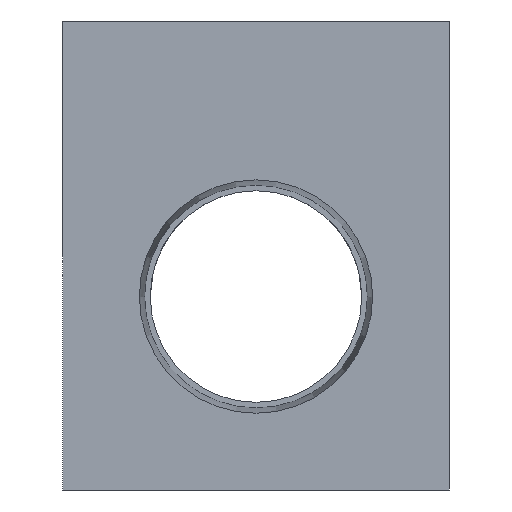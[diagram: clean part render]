
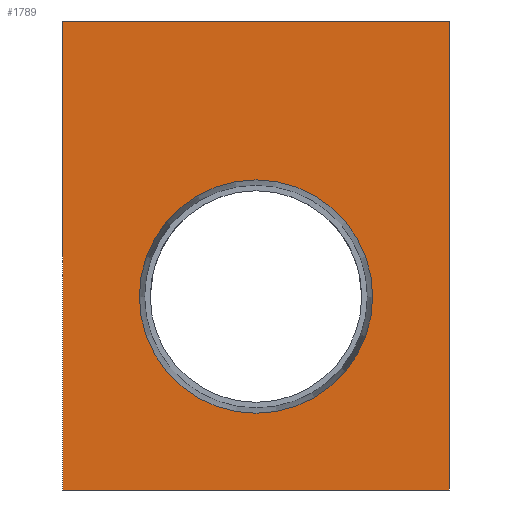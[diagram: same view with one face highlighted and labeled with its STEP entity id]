
A CAD part, left-side view. The second image highlights one B-rep face of the part: STEP entity #1789.
In plain terms, the highlighted planar face has unit normal (-1, 0, 0).
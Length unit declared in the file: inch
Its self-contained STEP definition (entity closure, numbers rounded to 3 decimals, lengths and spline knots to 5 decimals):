
#1789=ADVANCED_FACE('',(#3616,#3617),#3618,.F.);
#3616=FACE_BOUND('',#5439,.T.);
#3617=FACE_OUTER_BOUND('',#5440,.T.);
#3618=PLANE('',#5441);
#5439=EDGE_LOOP('',(#11170));
#5440=EDGE_LOOP('',(#11171,#11172,#11173,#11174));
#5441=AXIS2_PLACEMENT_3D('',#11175,#11176,#11177);
#11170=ORIENTED_EDGE('',*,*,#13477,.F.);
#11171=ORIENTED_EDGE('',*,*,#11248,.T.);
#11172=ORIENTED_EDGE('',*,*,#11486,.F.);
#11173=ORIENTED_EDGE('',*,*,#11243,.F.);
#11174=ORIENTED_EDGE('',*,*,#11254,.T.);
#11175=CARTESIAN_POINT('',(1.25,0.23111,0.75));
#11176=DIRECTION('',(1.0,0.0,0.0));
#11177=DIRECTION('',(0.0,0.0,-1.0));
#11243=EDGE_CURVE('',#13557,#13558,#13559,.T.);
#11248=EDGE_CURVE('',#13566,#13567,#13568,.T.);
#11254=EDGE_CURVE('',#13557,#13566,#13577,.T.);
#11486=EDGE_CURVE('',#13558,#13567,#14036,.T.);
#13477=EDGE_CURVE('',#16898,#16898,#16899,.T.);
#13557=VERTEX_POINT('',#17010);
#13558=VERTEX_POINT('',#17011);
#13559=LINE('',#17012,#17013);
#13566=VERTEX_POINT('',#17023);
#13567=VERTEX_POINT('',#17024);
#13568=LINE('',#17025,#17026);
#13577=LINE('',#17038,#17039);
#14036=LINE('',#17710,#17711);
#16898=VERTEX_POINT('',#21974);
#16899=CIRCLE('',#21975,0.187);
#17010=CARTESIAN_POINT('',(1.25,0.23111,0.75));
#17011=CARTESIAN_POINT('',(1.25,-0.38889,0.75));
#17012=CARTESIAN_POINT('',(1.25,0.23111,0.75));
#17013=VECTOR('',#22059,1.0);
#17023=CARTESIAN_POINT('',(1.25,0.23111,0.0));
#17024=CARTESIAN_POINT('',(1.25,-0.38889,0.0));
#17025=CARTESIAN_POINT('',(1.25,0.23111,0.0));
#17026=VECTOR('',#22063,1.0);
#17038=CARTESIAN_POINT('',(1.25,0.23111,0.75));
#17039=VECTOR('',#22070,1.0);
#17710=CARTESIAN_POINT('',(1.25,-0.38889,0.75));
#17711=VECTOR('',#22334,1.0);
#21974=CARTESIAN_POINT('',(1.25,0.10811,0.31));
#21975=AXIS2_PLACEMENT_3D('',#23784,#23785,#23786);
#22059=DIRECTION('',(0.0,-1.0,0.0));
#22063=DIRECTION('',(0.0,-1.0,0.0));
#22070=DIRECTION('',(0.0,0.0,-1.0));
#22334=DIRECTION('',(0.0,0.0,-1.0));
#23784=CARTESIAN_POINT('',(1.25,-0.07889,0.31));
#23785=DIRECTION('',(-1.0,0.,0.0));
#23786=DIRECTION('',(0.,1.0,0.0));
